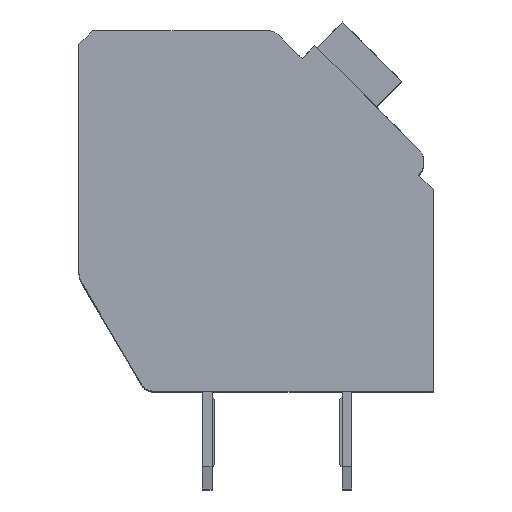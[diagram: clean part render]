
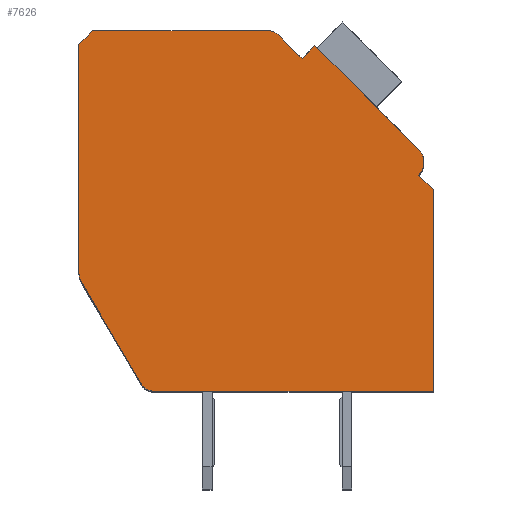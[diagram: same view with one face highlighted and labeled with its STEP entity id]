
A CAD part, top view. The second image highlights one B-rep face of the part: STEP entity #7626.
In plain terms, the highlighted planar face has unit normal (0, 0, 1).
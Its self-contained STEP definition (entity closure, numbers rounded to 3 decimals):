
#199=DIRECTION('',(0.,-1.,0.));
#200=VECTOR('',#199,8.053);
#201=CARTESIAN_POINT('',(-12.7,12.4,2.1));
#202=LINE('',#201,#200);
#203=DIRECTION('',(-0.707,-0.707,0.));
#204=VECTOR('',#203,0.707);
#205=CARTESIAN_POINT('',(-12.2,12.9,2.1));
#206=LINE('',#205,#204);
#207=DIRECTION('',(-1.,0.,0.));
#208=VECTOR('',#207,6.298);
#209=CARTESIAN_POINT('',(-5.902,12.9,2.1));
#210=LINE('',#209,#208);
#211=CARTESIAN_POINT('',(-5.902,12.4,2.1));
#212=DIRECTION('',(0.,0.,1.));
#213=DIRECTION('',(0.707,0.707,0.));
#214=AXIS2_PLACEMENT_3D('',#211,#212,#213);
#216=DIRECTION('',(-0.707,0.707,0.));
#217=VECTOR('',#216,1.197);
#218=CARTESIAN_POINT('',(-4.702,11.907,2.1));
#219=LINE('',#218,#217);
#220=DIRECTION('',(-0.707,-0.707,0.));
#221=VECTOR('',#220,0.65);
#222=CARTESIAN_POINT('',(-4.243,12.367,2.1));
#223=LINE('',#222,#221);
#224=DIRECTION('',(-0.707,0.707,0.));
#225=VECTOR('',#224,5.25);
#226=CARTESIAN_POINT('',(-0.53,8.655,2.1));
#227=LINE('',#226,#225);
#228=CARTESIAN_POINT('',(-0.99,8.195,2.1));
#229=DIRECTION('',(0.,0.,1.));
#230=DIRECTION('',(0.707,-0.707,0.));
#231=AXIS2_PLACEMENT_3D('',#228,#229,#230);
#233=DIRECTION('',(-0.707,0.707,0.));
#234=VECTOR('',#233,0.75);
#235=CARTESIAN_POINT('',(0.,7.205,2.1));
#236=LINE('',#235,#234);
#237=DIRECTION('',(0.,1.,0.));
#238=VECTOR('',#237,7.205);
#239=CARTESIAN_POINT('',(0.,0.,2.1));
#240=LINE('',#239,#238);
#241=DIRECTION('',(1.,0.,0.));
#242=VECTOR('',#241,10.014);
#243=CARTESIAN_POINT('',(-10.014,0.,2.1));
#244=LINE('',#243,#242);
#245=CARTESIAN_POINT('',(-10.014,0.5,2.1));
#246=DIRECTION('',(0.,0.,1.));
#247=DIRECTION('',(-0.862,-0.508,0.));
#248=AXIS2_PLACEMENT_3D('',#245,#246,#247);
#250=DIRECTION('',(0.508,-0.862,0.));
#251=VECTOR('',#250,4.17);
#252=CARTESIAN_POINT('',(-12.562,3.839,2.1));
#253=LINE('',#252,#251);
#254=CARTESIAN_POINT('',(-11.7,4.347,2.1));
#255=DIRECTION('',(0.,0.,1.));
#256=DIRECTION('',(-1.,0.,0.));
#257=AXIS2_PLACEMENT_3D('',#254,#255,#256);
#5690=CARTESIAN_POINT('',(-12.7,12.4,2.1));
#5691=CARTESIAN_POINT('',(-12.7,4.347,2.1));
#5692=VERTEX_POINT('',#5690);
#5693=VERTEX_POINT('',#5691);
#5694=CARTESIAN_POINT('',(-12.562,3.839,2.1));
#5695=VERTEX_POINT('',#5694);
#5696=CARTESIAN_POINT('',(-10.445,0.246,2.1));
#5697=VERTEX_POINT('',#5696);
#5698=CARTESIAN_POINT('',(-10.014,0.,2.1));
#5699=VERTEX_POINT('',#5698);
#5700=CARTESIAN_POINT('',(0.,0.,2.1));
#5701=VERTEX_POINT('',#5700);
#5702=CARTESIAN_POINT('',(0.,7.205,2.1));
#5703=VERTEX_POINT('',#5702);
#5704=CARTESIAN_POINT('',(-0.53,7.735,2.1));
#5705=VERTEX_POINT('',#5704);
#5706=CARTESIAN_POINT('',(-0.53,8.655,2.1));
#5707=VERTEX_POINT('',#5706);
#5708=CARTESIAN_POINT('',(-4.243,12.367,2.1));
#5709=VERTEX_POINT('',#5708);
#5710=CARTESIAN_POINT('',(-4.702,11.907,2.1));
#5711=VERTEX_POINT('',#5710);
#5712=CARTESIAN_POINT('',(-5.548,12.754,2.1));
#5713=VERTEX_POINT('',#5712);
#5714=CARTESIAN_POINT('',(-5.902,12.9,2.1));
#5715=VERTEX_POINT('',#5714);
#5716=CARTESIAN_POINT('',(-12.2,12.9,2.1));
#5717=VERTEX_POINT('',#5716);
#7593=CARTESIAN_POINT('',(0.,0.,2.1));
#7594=DIRECTION('',(0.,0.,1.));
#7595=DIRECTION('',(1.,0.,0.));
#7596=AXIS2_PLACEMENT_3D('',#7593,#7594,#7595);
#7597=PLANE('',#7596);
#7598=ORIENTED_EDGE('',*,*,#7438,.F.);
#7600=ORIENTED_EDGE('',*,*,#7599,.F.);
#7602=ORIENTED_EDGE('',*,*,#7601,.F.);
#7604=ORIENTED_EDGE('',*,*,#7603,.F.);
#7606=ORIENTED_EDGE('',*,*,#7605,.F.);
#7608=ORIENTED_EDGE('',*,*,#7607,.F.);
#7610=ORIENTED_EDGE('',*,*,#7609,.F.);
#7612=ORIENTED_EDGE('',*,*,#7611,.F.);
#7614=ORIENTED_EDGE('',*,*,#7613,.F.);
#7616=ORIENTED_EDGE('',*,*,#7615,.F.);
#7618=ORIENTED_EDGE('',*,*,#7617,.F.);
#7620=ORIENTED_EDGE('',*,*,#7619,.F.);
#7622=ORIENTED_EDGE('',*,*,#7621,.F.);
#7623=ORIENTED_EDGE('',*,*,#7511,.F.);
#7624=EDGE_LOOP('',(#7598,#7600,#7602,#7604,#7606,#7608,#7610,#7612,#7614,#7616,
#7618,#7620,#7622,#7623));
#7625=FACE_OUTER_BOUND('',#7624,.F.);
#215=CIRCLE('',#214,0.5);
#232=CIRCLE('',#231,0.65);
#249=CIRCLE('',#248,0.5);
#258=CIRCLE('',#257,1.);
#7438=EDGE_CURVE('',#5692,#5693,#202,.T.);
#7511=EDGE_CURVE('',#5693,#5695,#258,.T.);
#7599=EDGE_CURVE('',#5717,#5692,#206,.T.);
#7601=EDGE_CURVE('',#5715,#5717,#210,.T.);
#7603=EDGE_CURVE('',#5713,#5715,#215,.T.);
#7605=EDGE_CURVE('',#5711,#5713,#219,.T.);
#7607=EDGE_CURVE('',#5709,#5711,#223,.T.);
#7609=EDGE_CURVE('',#5707,#5709,#227,.T.);
#7611=EDGE_CURVE('',#5705,#5707,#232,.T.);
#7613=EDGE_CURVE('',#5703,#5705,#236,.T.);
#7615=EDGE_CURVE('',#5701,#5703,#240,.T.);
#7617=EDGE_CURVE('',#5699,#5701,#244,.T.);
#7619=EDGE_CURVE('',#5697,#5699,#249,.T.);
#7621=EDGE_CURVE('',#5695,#5697,#253,.T.);
#7626=ADVANCED_FACE('',(#7625),#7597,.T.);
